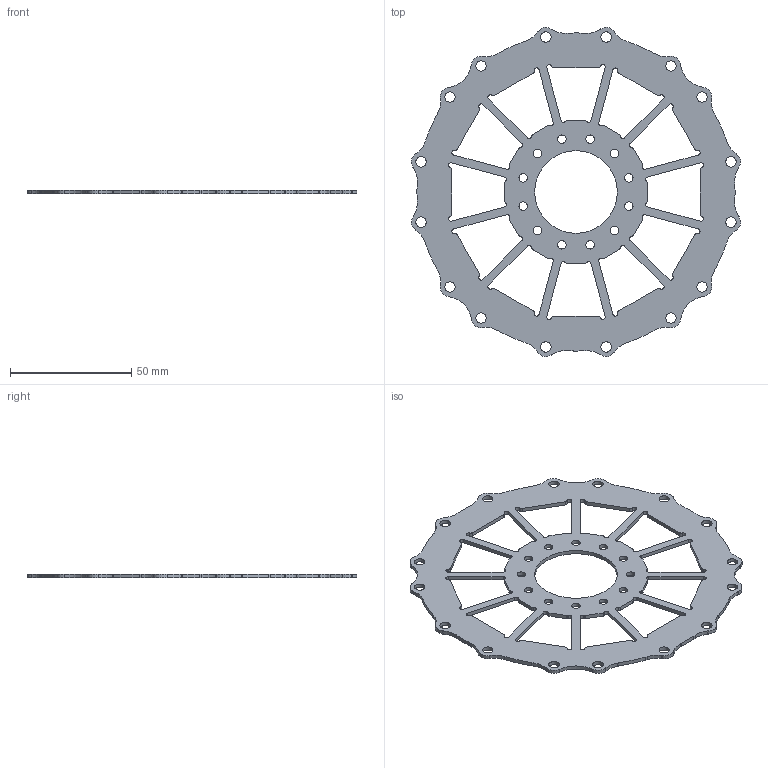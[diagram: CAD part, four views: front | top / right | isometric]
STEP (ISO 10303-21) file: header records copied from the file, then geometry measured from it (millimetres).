
FILE_DESCRIPTION(('KiCad electronic assembly'),'2;1');
FILE_NAME('Top_Board.step','2025-02-23T22:50:39',('Pcbnew'),('Kicad'), 'Open CASCADE STEP processor 7.8','KiCad to STEP converter','Unknown' );
FILE_SCHEMA(('AUTOMOTIVE_DESIGN { 1 0 10303 214 1 1 1 1 }'));
Length unit declared in the file: millimetre
Products named in the file (2): Top_Board 1; Top_Board_PCB
Assembly tree (1 placements, depth 2):
  Top_Board 1
    Top_Board_PCB
Bounding box: 135.61 x 135.61 x 1.6 mm (x, y, z)
Volume: 12490.6 mm3; surface area: 18698 mm2
Topology: 1 solids, 1 shells, 389 faces, 1161 edges, 774 vertices
Faces by surface type: plane 208, cylinder 181
Full cylindrical faces by diameter (mm): 3.52 x12, 4.3 x16, 34 x1
Entity records: 13358 total; most frequent: CARTESIAN_POINT 2326, ORIENTED_EDGE 2322, DIRECTION 2305, EDGE_CURVE 1161, LINE 799, VECTOR 799, VERTEX_POINT 774, AXIS2_PLACEMENT_3D 753
